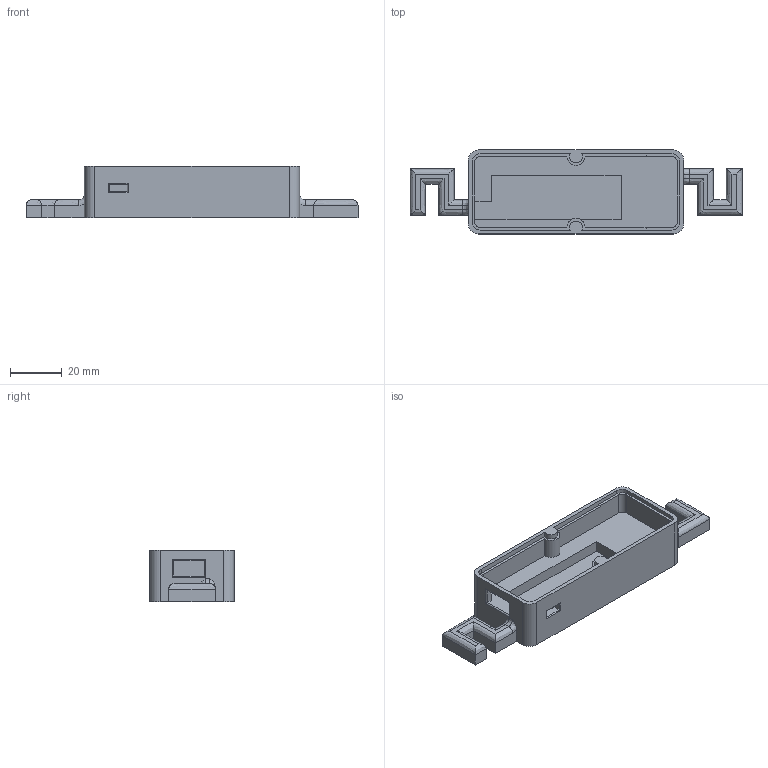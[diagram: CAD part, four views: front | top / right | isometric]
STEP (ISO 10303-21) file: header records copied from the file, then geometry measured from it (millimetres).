
FILE_DESCRIPTION(/* description */ (''),/* implementation_level */ '2;1');
FILE_NAME(/* name */ 'camplight-mainbase.step',/* time_stamp */ '2025-06-25T22:59:07+08:00',/* author */ (''),/* organization */ (''),/* preprocessor_version */ 'ST-DEVELOPER v20.1',/* originating_system */ 'Autodesk Translation Framework v14.10.0.0',/* authorisation */ '');
FILE_SCHEMA (('AUTOMOTIVE_DESIGN { 1 0 10303 214 3 1 1 }'));
Length unit declared in the file: millimetre
Products named in the file (1): 2025-06-25-22-59-05-451
Bounding box: 128 x 32.4 x 20 mm (x, y, z)
Volume: 31616.3 mm3; surface area: 14837.3 mm2
Topology: 1 solids, 1 shells, 105 faces, 286 edges, 182 vertices
Faces by surface type: plane 57, bspline 28, cylinder 20
Entity records: 4256 total; most frequent: CARTESIAN_POINT 1788, ORIENTED_EDGE 572, DIRECTION 394, EDGE_CURVE 286, VERTEX_POINT 182, LINE 162, VECTOR 162, AXIS2_PLACEMENT_3D 116
